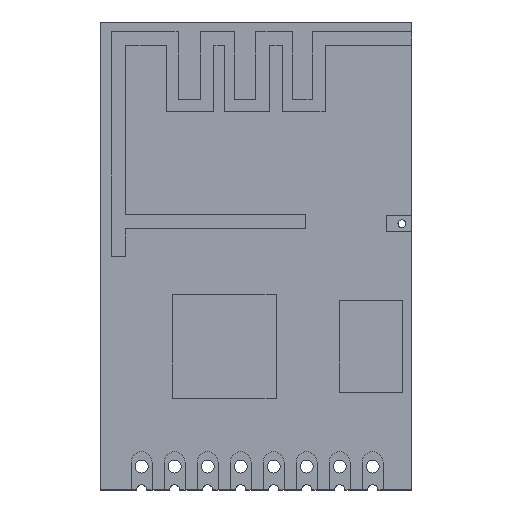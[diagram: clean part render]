
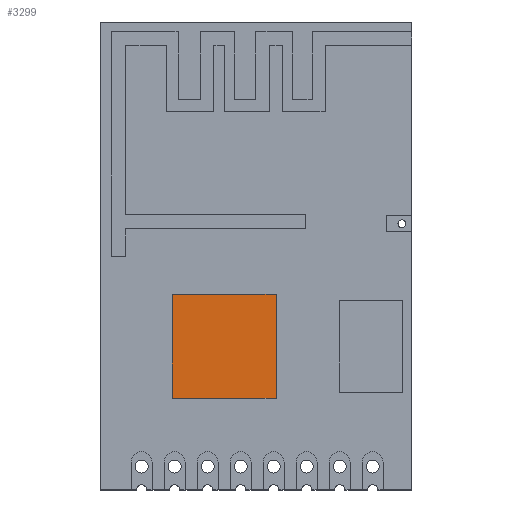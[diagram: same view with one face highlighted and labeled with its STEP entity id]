
A CAD part, top view. The second image highlights one B-rep face of the part: STEP entity #3299.
In plain terms, the highlighted planar face has unit normal (0, 0, 1).
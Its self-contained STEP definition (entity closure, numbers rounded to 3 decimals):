
#1185 = VERTEX_POINT('',#1186);
#1186 = CARTESIAN_POINT('',(-3.227,-1.376,0.8));
#1192 = EDGE_CURVE('',#1193,#1185,#1195,.T.);
#1193 = VERTEX_POINT('',#1194);
#1194 = CARTESIAN_POINT('',(0.773,-1.376,0.8));
#1195 = LINE('',#1196,#1197);
#1196 = CARTESIAN_POINT('',(6.,-1.376,0.8));
#1197 = VECTOR('',#1198,1.);
#1198 = DIRECTION('',(-1.,0.,0.));
#1216 = EDGE_CURVE('',#1217,#1193,#1219,.T.);
#1217 = VERTEX_POINT('',#1218);
#1218 = CARTESIAN_POINT('',(0.773,-5.376,0.8));
#1219 = LINE('',#1220,#1221);
#1220 = CARTESIAN_POINT('',(0.773,-8.9,0.8));
#1221 = VECTOR('',#1222,1.);
#1222 = DIRECTION('',(0.,1.,0.));
#1240 = EDGE_CURVE('',#1241,#1217,#1243,.T.);
#1241 = VERTEX_POINT('',#1242);
#1242 = CARTESIAN_POINT('',(-3.227,-5.376,0.8));
#1243 = LINE('',#1244,#1245);
#1244 = CARTESIAN_POINT('',(6.,-5.376,0.8));
#1245 = VECTOR('',#1246,1.);
#1246 = DIRECTION('',(1.,0.,-0.));
#1264 = EDGE_CURVE('',#1185,#1241,#1265,.T.);
#1265 = LINE('',#1266,#1267);
#1266 = CARTESIAN_POINT('',(-3.227,-8.9,0.8));
#1267 = VECTOR('',#1268,1.);
#1268 = DIRECTION('',(0.,-1.,0.));
#3299 = ADVANCED_FACE('',(#3300),#3306,.T.);
#3300 = FACE_BOUND('',#3301,.T.);
#3301 = EDGE_LOOP('',(#3302,#3303,#3304,#3305));
#3302 = ORIENTED_EDGE('',*,*,#1216,.T.);
#3303 = ORIENTED_EDGE('',*,*,#1192,.T.);
#3304 = ORIENTED_EDGE('',*,*,#1264,.T.);
#3305 = ORIENTED_EDGE('',*,*,#1240,.T.);
#3306 = PLANE('',#3307);
#3307 = AXIS2_PLACEMENT_3D('',#3308,#3309,#3310);
#3308 = CARTESIAN_POINT('',(6.,-8.9,0.8));
#3309 = DIRECTION('',(0.,0.,1.));
#3310 = DIRECTION('',(-1.,0.,0.));
